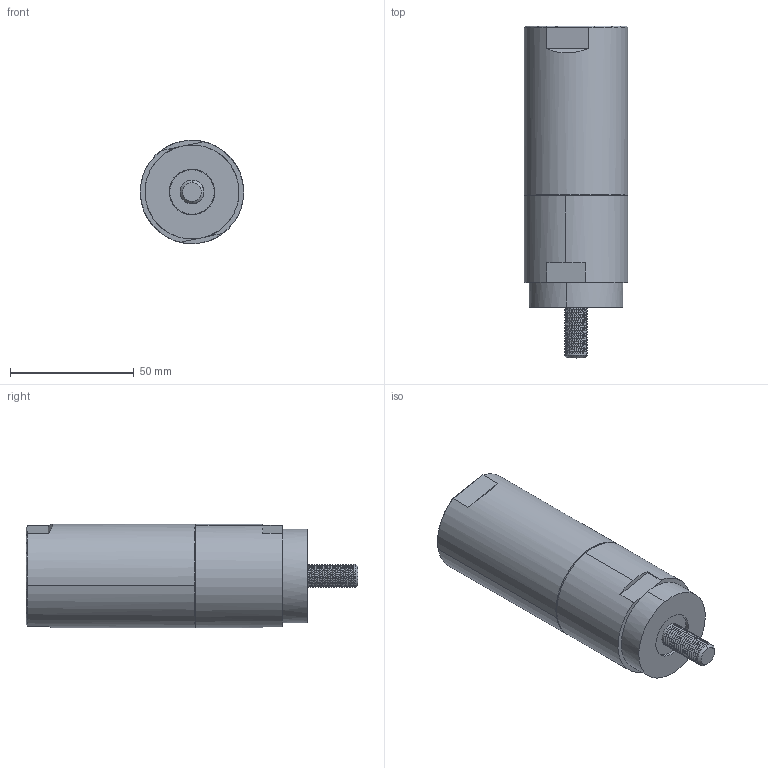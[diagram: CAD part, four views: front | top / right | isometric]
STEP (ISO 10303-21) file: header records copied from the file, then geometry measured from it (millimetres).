
FILE_DESCRIPTION (( 'STEP AP214' ), '1' );
FILE_NAME ('OSM45-220RLV.STEP', '2022-01-25T22:29:07', ( '' ), ( '' ), 'SwSTEP 2.0', 'SolidWorks 2021', '' );
FILE_SCHEMA (( 'AUTOMOTIVE_DESIGN' ));
Length unit declared in the file: millimetre
Products named in the file (1): OSM45-220RLV
Bounding box: 41.78 x 134.1 x 41.78 mm (x, y, z)
Surface area: 20341.4 mm2 (no closed solid volume)
Topology: 0 solids, 3 shells, 95 faces, 293 edges, 198 vertices
Faces by surface type: cylinder 55, plane 24, cone 13, bspline 3
Entity records: 7076 total; most frequent: CARTESIAN_POINT 3634, ORIENTED_EDGE 532, DIRECTION 458, EDGE_CURVE 293, VERTEX_POINT 198, AXIS2_PLACEMENT_3D 172, LINE 114, VECTOR 114
